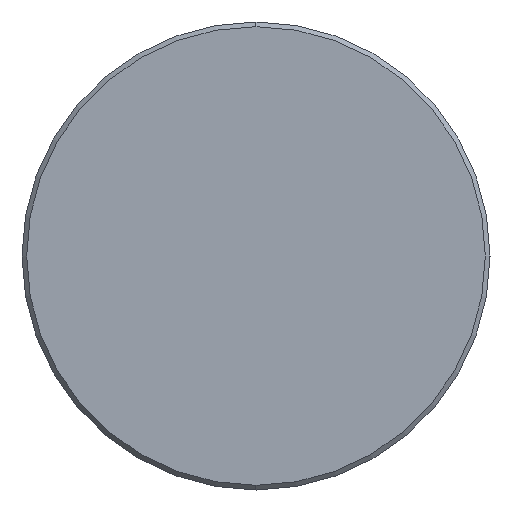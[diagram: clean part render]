
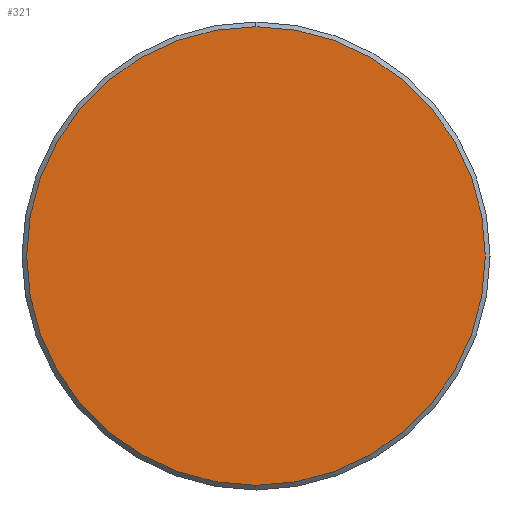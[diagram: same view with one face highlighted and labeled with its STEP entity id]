
A CAD part, left-side view. The second image highlights one B-rep face of the part: STEP entity #321.
In plain terms, the highlighted planar face has unit normal (-1, 0, 0).
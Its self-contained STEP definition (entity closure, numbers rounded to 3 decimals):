
#12 = CARTESIAN_POINT ( 'NONE',  ( -146.6, 0., 0. ) ) ;
#29 = DIRECTION ( 'NONE',  ( 0., 0., -1. ) ) ;
#36 = EDGE_LOOP ( 'NONE', ( #55, #255 ) ) ;
#53 = AXIS2_PLACEMENT_3D ( 'NONE', #364, #450, #124 ) ;
#55 = ORIENTED_EDGE ( 'NONE', *, *, #161, .T. ) ;
#83 = CARTESIAN_POINT ( 'NONE',  ( -146.6, 0., -14.7 ) ) ;
#90 = CARTESIAN_POINT ( 'NONE',  ( -146.6, -14.876, 14.876 ) ) ;
#111 = CARTESIAN_POINT ( 'NONE',  ( -146.6, 0., 14.7 ) ) ;
#124 = DIRECTION ( 'NONE',  ( 0., 0., -1. ) ) ;
#126 = AXIS2_PLACEMENT_3D ( 'NONE', #12, #282, #326 ) ;
#161 = EDGE_CURVE ( 'NONE', #181, #500, #314, .T. ) ;
#181 = VERTEX_POINT ( 'NONE', #83 ) ;
#196 = EDGE_CURVE ( 'NONE', #500, #181, #378, .T. ) ;
#255 = ORIENTED_EDGE ( 'NONE', *, *, #196, .T. ) ;
#282 = DIRECTION ( 'NONE',  ( -1., 0., 0. ) ) ;
#312 = AXIS2_PLACEMENT_3D ( 'NONE', #90, #508, #29 ) ;
#314 = CIRCLE ( 'NONE', #126, 14.7 ) ;
#321 = ADVANCED_FACE ( 'NONE', ( #392 ), #417, .F. ) ;
#326 = DIRECTION ( 'NONE',  ( 0., 0., -1. ) ) ;
#364 = CARTESIAN_POINT ( 'NONE',  ( -146.6, 0., 0. ) ) ;
#378 = CIRCLE ( 'NONE', #53, 14.7 ) ;
#392 = FACE_OUTER_BOUND ( 'NONE', #36, .T. ) ;
#417 = PLANE ( 'NONE',  #312 ) ;
#450 = DIRECTION ( 'NONE',  ( -1., 0., 0. ) ) ;
#500 = VERTEX_POINT ( 'NONE', #111 ) ;
#508 = DIRECTION ( 'NONE',  ( 1., 0., 0. ) ) ;
